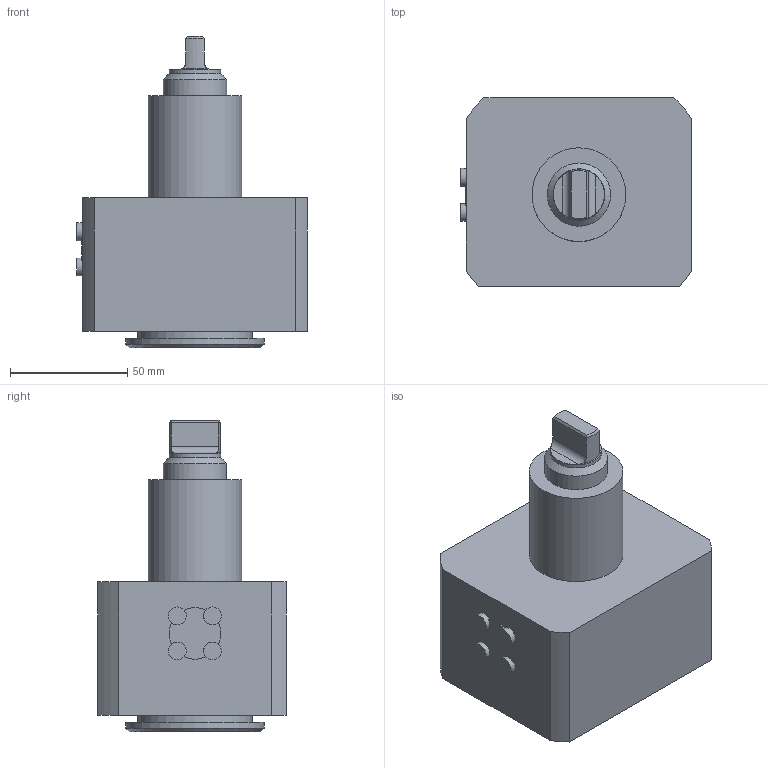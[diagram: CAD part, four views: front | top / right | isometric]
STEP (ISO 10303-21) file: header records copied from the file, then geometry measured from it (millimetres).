
FILE_DESCRIPTION(/* description */ ('3-D model version:1'),/* implementation_level */ '2;1');
FILE_NAME(/* name */ 'C3-DNE-MS40A-E-HS',/* time_stamp */ '2016-12-02T13:42:15',/* author */ ('InteractiveCad'),/* organization */ ('AB Sandvik Coromant'),/* preprocessor_version */ 'ST-DEVELOPER v15',/* originating_system */ 'SIEMENS PLM Software NX 8.5',/* authorization */ '');
FILE_SCHEMA(('AUTOMOTIVE_DESIGN'));
Length unit declared in the file: millimetre
Products named in the file (1): C3-DNE-MS40A-E-HS-635464559296680647-1
Bounding box: 98.5 x 80.5 x 133 mm (x, y, z)
Volume: 502722.2 mm3; surface area: 46286.5 mm2
Topology: 1 solids, 1 shells, 63 faces, 145 edges, 94 vertices
Faces by surface type: plane 26, cylinder 24, cone 13
Full cylindrical faces by diameter (mm): 2 x1, 7.6 x4, 22 x1, 27 x1, 32 x1, 36 x1, 40 x1, 49 x1, 59 x1
Entity records: 1874 total; most frequent: CARTESIAN_POINT 418, DIRECTION 310, ORIENTED_EDGE 244, AXIS2_PLACEMENT_3D 134, EDGE_CURVE 122, EDGE_LOOP 90, VERTEX_POINT 88, CIRCLE 67
